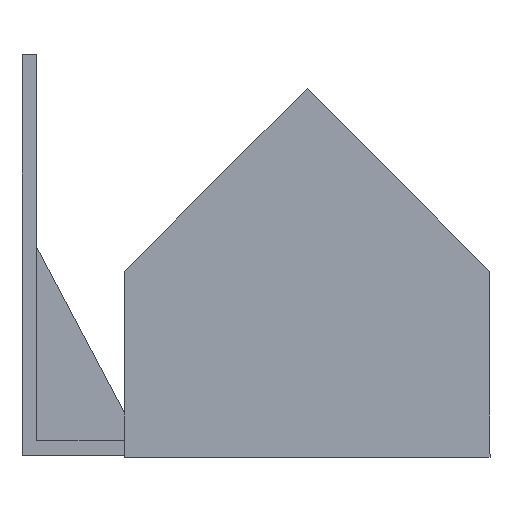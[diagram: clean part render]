
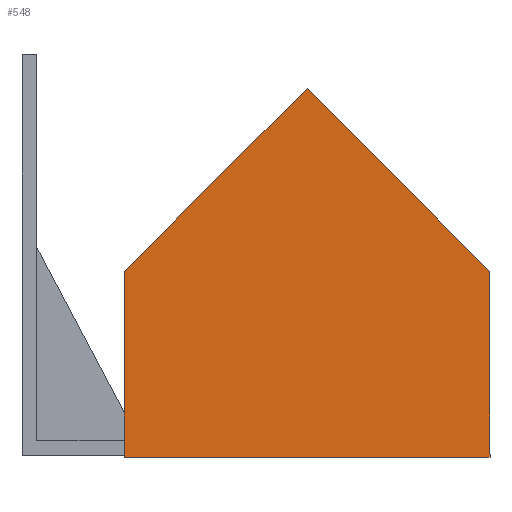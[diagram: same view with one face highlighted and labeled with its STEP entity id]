
A CAD part, top view. The second image highlights one B-rep face of the part: STEP entity #548.
In plain terms, the highlighted planar face has unit normal (0, 0, 1).
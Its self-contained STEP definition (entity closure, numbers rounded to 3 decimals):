
#58=FACE_OUTER_BOUND('',#91,.T.);
#91=EDGE_LOOP('',(#450,#451,#452,#453,#454));
#121=LINE('',#853,#189);
#124=LINE('',#858,#192);
#126=LINE('',#862,#194);
#128=LINE('',#866,#196);
#129=LINE('',#868,#197);
#189=VECTOR('',#693,10.);
#192=VECTOR('',#698,10.);
#194=VECTOR('',#702,10.);
#196=VECTOR('',#706,10.);
#197=VECTOR('',#709,10.);
#257=VERTEX_POINT('',#850);
#258=VERTEX_POINT('',#852);
#259=VERTEX_POINT('',#856);
#260=VERTEX_POINT('',#860);
#261=VERTEX_POINT('',#864);
#306=EDGE_CURVE('',#258,#257,#121,.T.);
#309=EDGE_CURVE('',#257,#259,#124,.T.);
#311=EDGE_CURVE('',#259,#260,#126,.T.);
#313=EDGE_CURVE('',#260,#261,#128,.T.);
#314=EDGE_CURVE('',#261,#258,#129,.T.);
#450=ORIENTED_EDGE('',*,*,#309,.T.);
#451=ORIENTED_EDGE('',*,*,#311,.T.);
#452=ORIENTED_EDGE('',*,*,#313,.T.);
#453=ORIENTED_EDGE('',*,*,#314,.T.);
#454=ORIENTED_EDGE('',*,*,#306,.T.);
#518=PLANE('',#646);
#548=ADVANCED_FACE('',(#58),#518,.T.);
#646=AXIS2_PLACEMENT_3D('',#908,#755,#756);
#693=DIRECTION('',(1.,0.,0.));
#698=DIRECTION('',(0.,1.,0.));
#702=DIRECTION('',(-0.707,0.707,0.));
#706=DIRECTION('',(-0.707,-0.707,0.));
#709=DIRECTION('',(0.,-1.,0.));
#755=DIRECTION('center_axis',(0.,0.,1.));
#756=DIRECTION('ref_axis',(1.,0.,0.));
#850=CARTESIAN_POINT('',(61.569,-4.,5.));
#852=CARTESIAN_POINT('',(-61.569,-4.,5.));
#853=CARTESIAN_POINT('',(-61.569,-4.,5.));
#856=CARTESIAN_POINT('',(61.569,58.64,5.));
#858=CARTESIAN_POINT('',(61.569,-4.,5.));
#860=CARTESIAN_POINT('',(0.,120.208,5.));
#862=CARTESIAN_POINT('',(61.569,58.64,5.));
#864=CARTESIAN_POINT('',(-61.569,58.64,5.));
#866=CARTESIAN_POINT('',(0.,120.208,5.));
#868=CARTESIAN_POINT('',(-61.569,58.64,5.));
#908=CARTESIAN_POINT('Origin',(0.,56.569,5.));
